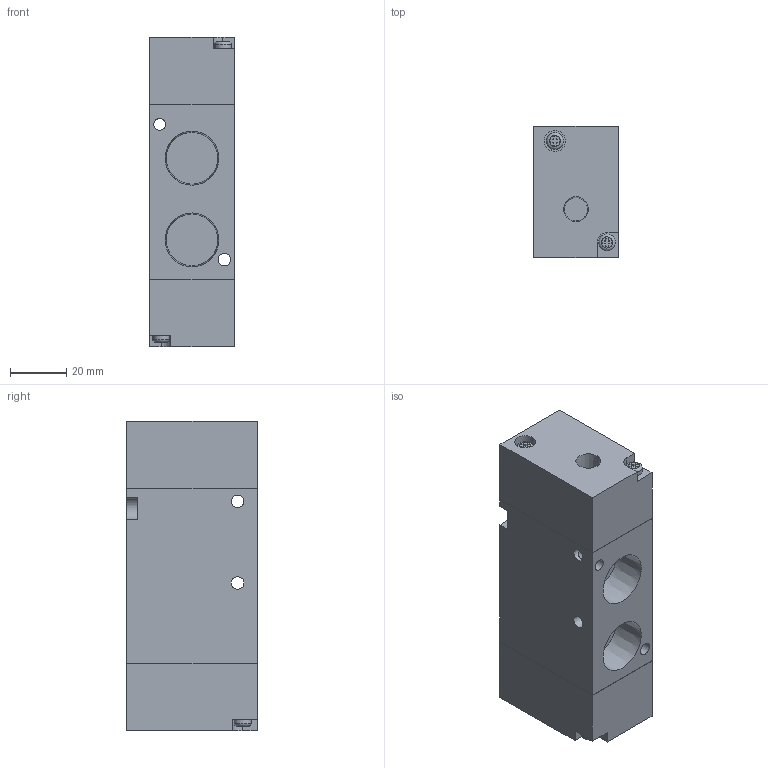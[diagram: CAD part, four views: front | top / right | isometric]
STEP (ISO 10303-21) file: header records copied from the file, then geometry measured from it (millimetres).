
FILE_DESCRIPTION( ( 'STEP AP203' ), '1' );
FILE_NAME( 'MVAA-460-3A2.stp', '2020-07-27T13:01:31', ( 'License CC BY-ND 4.0' ), ( 'CADENAS' ), ' ', 'PARTsolutions', ' ' );
FILE_SCHEMA( ( 'CONFIG_CONTROL_DESIGN' ) );
Length unit declared in the file: millimetre
Products named in the file (1): _MVAA-460-3A2
Bounding box: 30 x 46.4 x 110 mm (x, y, z)
Volume: 138876.8 mm3; surface area: 24463 mm2
Topology: 1 solids, 1 shells, 124 faces, 315 edges, 210 vertices
Faces by surface type: plane 101, cylinder 14, cone 5, torus 4
Full cylindrical faces by diameter (mm): 4.2 x1, 4.5 x3, 6 x4, 7.5 x2
Entity records: 3662 total; most frequent: CARTESIAN_POINT 682, DIRECTION 578, ORIENTED_EDGE 574, EDGE_CURVE 287, LINE 244, VECTOR 244, VERTEX_POINT 203, EDGE_LOOP 172
